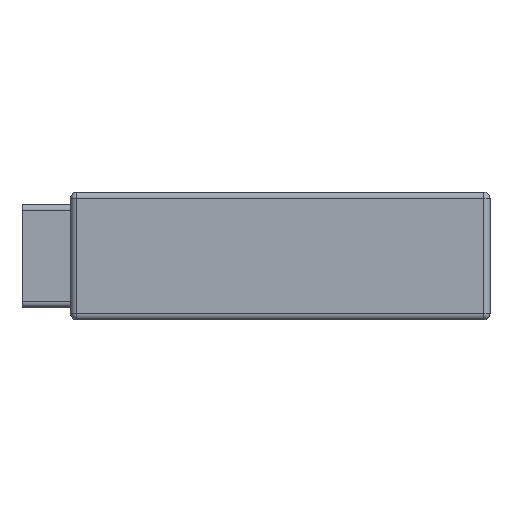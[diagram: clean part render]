
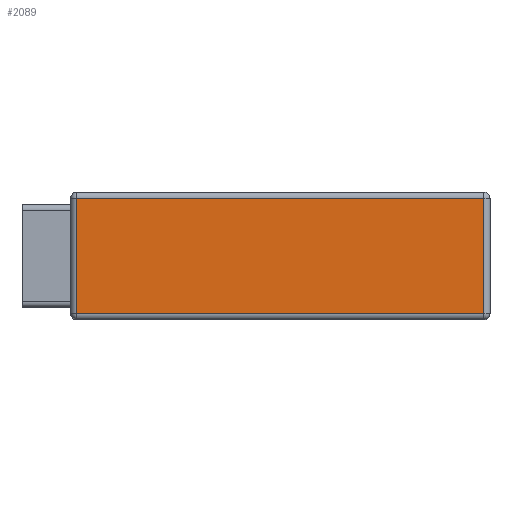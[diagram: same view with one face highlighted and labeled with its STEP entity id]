
A CAD part, left-side view. The second image highlights one B-rep face of the part: STEP entity #2089.
In plain terms, the highlighted planar face has unit normal (-1, 0, 0).
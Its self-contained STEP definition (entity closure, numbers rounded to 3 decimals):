
#202 = AXIS2_PLACEMENT_3D ( 'NONE', #5551, #270, #2517 ) ;
#270 = DIRECTION ( 'NONE',  ( 1., 0., 0. ) ) ;
#273 = VERTEX_POINT ( 'NONE', #5244 ) ;
#578 = ORIENTED_EDGE ( 'NONE', *, *, #5143, .T. ) ;
#610 = LINE ( 'NONE', #4228, #5313 ) ;
#927 = ORIENTED_EDGE ( 'NONE', *, *, #2308, .T. ) ;
#1000 = VERTEX_POINT ( 'NONE', #1273 ) ;
#1127 = ORIENTED_EDGE ( 'NONE', *, *, #2987, .T. ) ;
#1197 = VERTEX_POINT ( 'NONE', #3981 ) ;
#1273 = CARTESIAN_POINT ( 'NONE',  ( -92.5, -67., 2. ) ) ;
#1338 = LINE ( 'NONE', #3150, #4371 ) ;
#1434 = VECTOR ( 'NONE', #2618, 1000. ) ;
#1541 = CARTESIAN_POINT ( 'NONE',  ( -92.5, 67., 40. ) ) ;
#1562 = ORIENTED_EDGE ( 'NONE', *, *, #2946, .T. ) ;
#1590 = DIRECTION ( 'NONE',  ( 0., 1., 0. ) ) ;
#1591 = PLANE ( 'NONE',  #202 ) ;
#2089 = ADVANCED_FACE ( 'NONE', ( #4882 ), #1591, .F. ) ;
#2292 = DIRECTION ( 'NONE',  ( 0., 0., -1. ) ) ;
#2306 = DIRECTION ( 'NONE',  ( 0., 0., 1. ) ) ;
#2308 = EDGE_CURVE ( 'NONE', #4317, #1197, #1338, .T. ) ;
#2517 = DIRECTION ( 'NONE',  ( 0., 0., -1. ) ) ;
#2599 = LINE ( 'NONE', #2670, #1434 ) ;
#2618 = DIRECTION ( 'NONE',  ( 0., -1., 0. ) ) ;
#2670 = CARTESIAN_POINT ( 'NONE',  ( -92.5, -69., 2. ) ) ;
#2944 = LINE ( 'NONE', #4948, #5245 ) ;
#2946 = EDGE_CURVE ( 'NONE', #273, #4317, #610, .T. ) ;
#2987 = EDGE_CURVE ( 'NONE', #1000, #273, #2944, .T. ) ;
#3150 = CARTESIAN_POINT ( 'NONE',  ( -92.5, 67., 42. ) ) ;
#3981 = CARTESIAN_POINT ( 'NONE',  ( -92.5, 67., 2. ) ) ;
#4228 = CARTESIAN_POINT ( 'NONE',  ( -92.5, -69., 40. ) ) ;
#4317 = VERTEX_POINT ( 'NONE', #1541 ) ;
#4371 = VECTOR ( 'NONE', #2292, 1000. ) ;
#4882 = FACE_OUTER_BOUND ( 'NONE', #5274, .T. ) ;
#4948 = CARTESIAN_POINT ( 'NONE',  ( -92.5, -67., 42. ) ) ;
#5143 = EDGE_CURVE ( 'NONE', #1197, #1000, #2599, .T. ) ;
#5244 = CARTESIAN_POINT ( 'NONE',  ( -92.5, -67., 40. ) ) ;
#5245 = VECTOR ( 'NONE', #2306, 1000. ) ;
#5274 = EDGE_LOOP ( 'NONE', ( #578, #1127, #1562, #927 ) ) ;
#5313 = VECTOR ( 'NONE', #1590, 1000. ) ;
#5551 = CARTESIAN_POINT ( 'NONE',  ( -92.5, -69., 42. ) ) ;
